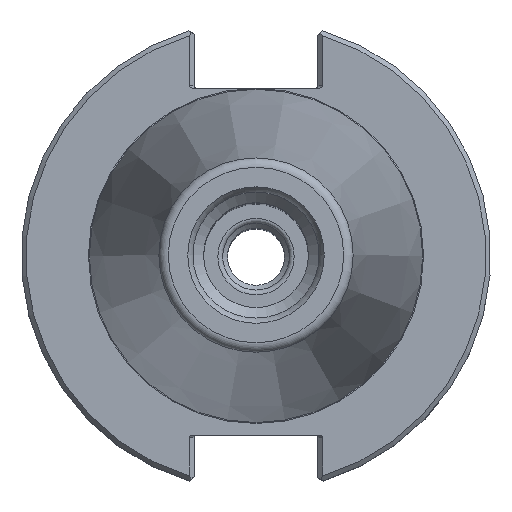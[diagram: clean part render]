
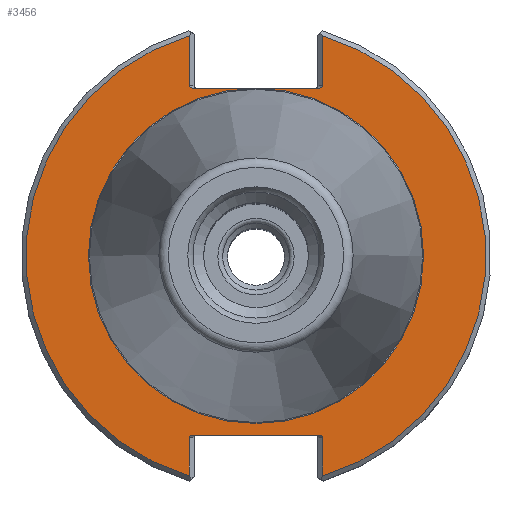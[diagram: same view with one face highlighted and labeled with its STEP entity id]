
A CAD part, top view. The second image highlights one B-rep face of the part: STEP entity #3456.
In plain terms, the highlighted planar face has unit normal (0, 0, 1).
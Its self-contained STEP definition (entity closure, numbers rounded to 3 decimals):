
#26=ELLIPSE('',#3660,0.707,0.5);
#27=ELLIPSE('',#3662,0.707,0.5);
#35=ELLIPSE('',#3690,0.707,0.5);
#36=ELLIPSE('',#3692,0.707,0.5);
#78=LINE('',#5163,#159);
#79=LINE('',#5172,#160);
#84=LINE('',#5191,#165);
#85=LINE('',#5200,#166);
#95=LINE('',#5234,#176);
#106=LINE('',#5281,#187);
#159=VECTOR('',#4114,1000.);
#160=VECTOR('',#4121,1000.);
#165=VECTOR('',#4136,1000.);
#166=VECTOR('',#4143,1000.);
#176=VECTOR('',#4169,1000.);
#187=VECTOR('',#4214,1000.);
#781=ORIENTED_EDGE('',*,*,#1155,.T.);
#782=ORIENTED_EDGE('',*,*,#1153,.T.);
#783=ORIENTED_EDGE('',*,*,#1149,.T.);
#784=ORIENTED_EDGE('',*,*,#1170,.F.);
#785=ORIENTED_EDGE('',*,*,#1147,.T.);
#786=ORIENTED_EDGE('',*,*,#1145,.T.);
#787=ORIENTED_EDGE('',*,*,#1143,.T.);
#788=ORIENTED_EDGE('',*,*,#1142,.T.);
#789=ORIENTED_EDGE('',*,*,#1189,.T.);
#790=ORIENTED_EDGE('',*,*,#1191,.F.);
#791=ORIENTED_EDGE('',*,*,#1192,.T.);
#792=ORIENTED_EDGE('',*,*,#1156,.T.);
#793=ORIENTED_EDGE('',*,*,#1139,.F.);
#1139=EDGE_CURVE('',#1397,#1397,#1552,.T.);
#1142=EDGE_CURVE('',#1398,#1399,#78,.T.);
#1143=EDGE_CURVE('',#1400,#1398,#1553,.T.);
#1145=EDGE_CURVE('',#1401,#1400,#79,.T.);
#1147=EDGE_CURVE('',#1402,#1401,#26,.F.);
#1149=EDGE_CURVE('',#1403,#1404,#27,.F.);
#1153=EDGE_CURVE('',#1405,#1403,#84,.T.);
#1155=EDGE_CURVE('',#1406,#1405,#1554,.T.);
#1156=EDGE_CURVE('',#1407,#1406,#85,.T.);
#1170=EDGE_CURVE('',#1402,#1404,#95,.T.);
#1189=EDGE_CURVE('',#1399,#1425,#35,.F.);
#1191=EDGE_CURVE('',#1426,#1425,#106,.T.);
#1192=EDGE_CURVE('',#1426,#1407,#36,.F.);
#1397=VERTEX_POINT('',#5154);
#1398=VERTEX_POINT('',#5160);
#1399=VERTEX_POINT('',#5162);
#1400=VERTEX_POINT('',#5166);
#1401=VERTEX_POINT('',#5173);
#1402=VERTEX_POINT('',#5177);
#1403=VERTEX_POINT('',#5181);
#1404=VERTEX_POINT('',#5182);
#1405=VERTEX_POINT('',#5190);
#1406=VERTEX_POINT('',#5197);
#1407=VERTEX_POINT('',#5201);
#1425=VERTEX_POINT('',#5278);
#1426=VERTEX_POINT('',#5282);
#1552=CIRCLE('',#3654,35.118);
#1553=CIRCLE('',#3657,48.21);
#1554=CIRCLE('',#3665,48.21);
#1746=EDGE_LOOP('',(#781,#782,#783,#784,#785,#786,#787,#788,#789,#790,#791,
#792));
#1747=EDGE_LOOP('',(#793));
#2010=FACE_BOUND('',#1746,.T.);
#2011=FACE_BOUND('',#1747,.T.);
#2181=PLANE('',#3691);
#3456=ADVANCED_FACE('',(#2010,#2011),#2181,.T.);
#3654=AXIS2_PLACEMENT_3D('',#5153,#4109,#4110);
#3657=AXIS2_PLACEMENT_3D('',#5165,#4117,#4118);
#3660=AXIS2_PLACEMENT_3D('',#5176,#4125,#4126);
#3662=AXIS2_PLACEMENT_3D('',#5180,#4130,#4131);
#3665=AXIS2_PLACEMENT_3D('',#5198,#4139,#4140);
#3690=AXIS2_PLACEMENT_3D('',#5277,#4209,#4210);
#3691=AXIS2_PLACEMENT_3D('',#5280,#4212,#4213);
#3692=AXIS2_PLACEMENT_3D('',#5283,#4215,#4216);
#4109=DIRECTION('',(0.,0.,1.));
#4110=DIRECTION('',(1.,0.,0.));
#4114=DIRECTION('',(0.,-1.,0.));
#4117=DIRECTION('',(0.,0.,1.));
#4118=DIRECTION('',(1.,0.,0.));
#4121=DIRECTION('',(0.,-1.,0.));
#4125=DIRECTION('',(0.,0.,1.));
#4126=DIRECTION('',(1.,0.,0.));
#4130=DIRECTION('',(0.,0.,1.));
#4131=DIRECTION('',(1.,0.,0.));
#4136=DIRECTION('',(0.,1.,0.));
#4139=DIRECTION('',(0.,0.,1.));
#4140=DIRECTION('',(1.,0.,0.));
#4143=DIRECTION('',(0.,1.,0.));
#4169=DIRECTION('',(-1.,0.,0.));
#4209=DIRECTION('',(0.,0.,1.));
#4210=DIRECTION('',(-1.,0.,0.));
#4212=DIRECTION('',(0.,0.,1.));
#4213=DIRECTION('',(1.,0.,0.));
#4214=DIRECTION('',(1.,0.,0.));
#4215=DIRECTION('',(0.,0.,1.));
#4216=DIRECTION('',(-1.,0.,0.));
#5153=CARTESIAN_POINT('',(0.,0.,-3.17));
#5154=CARTESIAN_POINT('',(35.118,0.,-3.17));
#5160=CARTESIAN_POINT('',(13.955,46.146,-3.17));
#5162=CARTESIAN_POINT('',(13.955,35.66,-3.17));
#5163=CARTESIAN_POINT('',(13.955,35.16,-3.17));
#5165=CARTESIAN_POINT('',(0.,0.,-3.17));
#5166=CARTESIAN_POINT('',(13.955,-46.146,-3.17));
#5172=CARTESIAN_POINT('',(13.955,-47.619,-3.17));
#5173=CARTESIAN_POINT('',(13.955,-38.07,-3.17));
#5176=CARTESIAN_POINT('',(13.248,-38.07,-3.17));
#5177=CARTESIAN_POINT('',(13.248,-37.57,-3.17));
#5180=CARTESIAN_POINT('',(-13.248,-38.07,-3.17));
#5181=CARTESIAN_POINT('',(-13.955,-38.07,-3.17));
#5182=CARTESIAN_POINT('',(-13.248,-37.57,-3.17));
#5190=CARTESIAN_POINT('',(-13.955,-46.146,-3.17));
#5191=CARTESIAN_POINT('',(-13.955,-37.57,-3.17));
#5197=CARTESIAN_POINT('',(-13.955,46.146,-3.17));
#5198=CARTESIAN_POINT('',(0.,0.,-3.17));
#5200=CARTESIAN_POINT('',(-13.955,47.619,-3.17));
#5201=CARTESIAN_POINT('',(-13.955,35.66,-3.17));
#5234=CARTESIAN_POINT('',(12.955,-37.57,-3.17));
#5277=CARTESIAN_POINT('',(13.248,35.66,-3.17));
#5278=CARTESIAN_POINT('',(13.248,35.16,-3.17));
#5280=CARTESIAN_POINT('',(35.118,0.,-3.17));
#5281=CARTESIAN_POINT('',(-12.955,35.16,-3.17));
#5282=CARTESIAN_POINT('',(-13.248,35.16,-3.17));
#5283=CARTESIAN_POINT('',(-13.248,35.66,-3.17));
